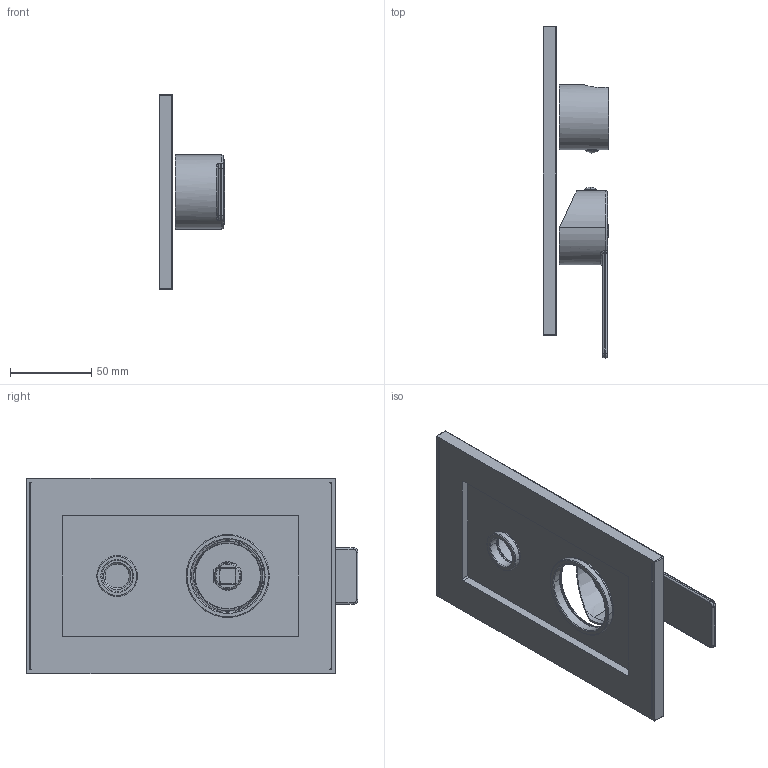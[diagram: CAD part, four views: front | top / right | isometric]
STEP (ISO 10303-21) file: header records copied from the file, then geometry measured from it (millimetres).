
FILE_DESCRIPTION((''),'2;1');
FILE_NAME('TA018CREST','2021-11-08T11:48:30',('ut3'),('PAFFONI SpA'),'CREO PARAMETRIC BY PTC INC, 2020044','CREO PARAMETRIC BY PTC INC, 2020044','');
FILE_SCHEMA(('CONFIG_CONTROL_DESIGN','SHAPE_APPEARANCE_LAYERS_GROUPS'));
Length unit declared in the file: millimetre
Products named in the file (1): TA018CREST
Bounding box: 40.35 x 204 x 120 mm (x, y, z)
Volume: 158078.5 mm3; surface area: 101555 mm2
Topology: 3 solids, 3 shells, 279 faces, 682 edges, 414 vertices
Faces by surface type: plane 99, cylinder 96, torus 35, cone 27, bspline 13, sphere 9
Entity records: 11698 total; most frequent: CARTESIAN_POINT 3116, DIRECTION 1412, ORIENTED_EDGE 1348, EDGE_CURVE 674, AXIS2_PLACEMENT_3D 551, VERTEX_POINT 414, EDGE_LOOP 314, VECTOR 310
